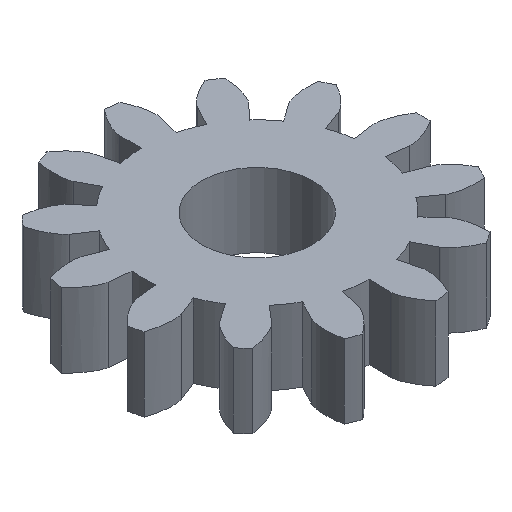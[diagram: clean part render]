
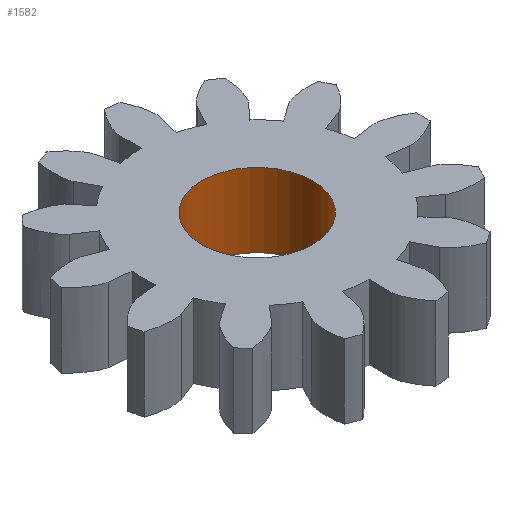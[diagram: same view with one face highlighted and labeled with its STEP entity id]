
A CAD part, isometric view. The second image highlights one B-rep face of the part: STEP entity #1582.
In plain terms, the highlighted cylindrical face has radius 0.75 mm (diameter 1.5 mm), a full revolution.
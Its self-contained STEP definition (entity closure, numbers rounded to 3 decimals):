
#48=CIRCLE('',#1630,0.75);
#74=CIRCLE('',#1705,0.75);
#100=CYLINDRICAL_SURFACE('',#1706,0.75);
#259=FACE_OUTER_BOUND('',#342,.T.);
#342=EDGE_LOOP('',(#1467,#1468,#1469,#1470));
#474=LINE('',#10262,#605);
#605=VECTOR('',#2059,0.75);
#690=VERTEX_POINT('',#4615);
#763=VERTEX_POINT('',#10259);
#853=EDGE_CURVE('',#690,#690,#48,.T.);
#999=EDGE_CURVE('',#763,#763,#74,.T.);
#1000=EDGE_CURVE('',#763,#690,#474,.T.);
#1467=ORIENTED_EDGE('',*,*,#999,.F.);
#1468=ORIENTED_EDGE('',*,*,#1000,.T.);
#1469=ORIENTED_EDGE('',*,*,#853,.T.);
#1470=ORIENTED_EDGE('',*,*,#1000,.F.);
#1582=ADVANCED_FACE('',(#259),#100,.F.);
#1630=AXIS2_PLACEMENT_3D('',#4616,#1809,#1810);
#1705=AXIS2_PLACEMENT_3D('',#10260,#2055,#2056);
#1706=AXIS2_PLACEMENT_3D('',#10261,#2057,#2058);
#1809=DIRECTION('center_axis',(0.,0.,-1.));
#1810=DIRECTION('ref_axis',(1.,0.,0.));
#2055=DIRECTION('center_axis',(0.,0.,-1.));
#2056=DIRECTION('ref_axis',(1.,0.,0.));
#2057=DIRECTION('center_axis',(0.,0.,1.));
#2058=DIRECTION('ref_axis',(1.,0.,0.));
#2059=DIRECTION('',(0.,0.,-1.));
#4615=CARTESIAN_POINT('',(-0.75,0.,0.));
#4616=CARTESIAN_POINT('Origin',(0.,0.,0.));
#10259=CARTESIAN_POINT('',(-0.75,0.,1.));
#10260=CARTESIAN_POINT('Origin',(0.,0.,1.));
#10261=CARTESIAN_POINT('Origin',(0.,0.,0.));
#10262=CARTESIAN_POINT('',(-0.75,0.,0.));
